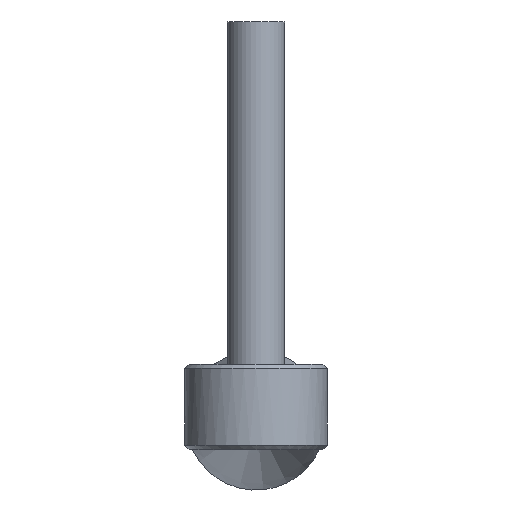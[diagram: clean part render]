
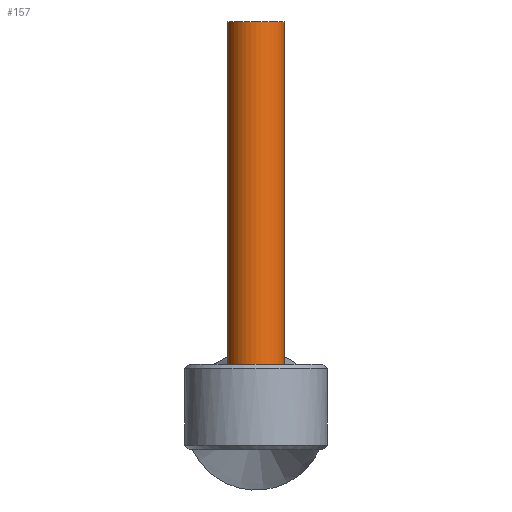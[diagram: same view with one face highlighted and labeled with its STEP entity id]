
A CAD part, left-side view. The second image highlights one B-rep face of the part: STEP entity #157.
In plain terms, the highlighted cylindrical face has radius 2 mm (diameter 4 mm), a full revolution.
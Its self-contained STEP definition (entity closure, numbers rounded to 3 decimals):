
#157 = ADVANCED_FACE( '', ( #338, #339 ), #340, .T. );
#338 = FACE_OUTER_BOUND( '', #522, .T. );
#339 = FACE_OUTER_BOUND( '', #523, .T. );
#340 = CYLINDRICAL_SURFACE( '', #524, 2. );
#522 = EDGE_LOOP( '', ( #859 ) );
#523 = EDGE_LOOP( '', ( #860 ) );
#524 = AXIS2_PLACEMENT_3D( '', #861, #862, #863 );
#859 = ORIENTED_EDGE( '', *, *, #965, .T. );
#860 = ORIENTED_EDGE( '', *, *, #1019, .F. );
#861 = CARTESIAN_POINT( '', ( 0., 0., 205.957 ) );
#862 = DIRECTION( '', ( 0., 0., 1. ) );
#863 = DIRECTION( '', ( -1., 0., 0. ) );
#965 = EDGE_CURVE( '', #1129, #1129, #1130, .T. );
#1019 = EDGE_CURVE( '', #1209, #1209, #1210, .T. );
#1129 = VERTEX_POINT( '', #1449 );
#1130 = CIRCLE( '', #1450, 2. );
#1209 = VERTEX_POINT( '', #1547 );
#1210 = CIRCLE( '', #1548, 2. );
#1449 = CARTESIAN_POINT( '', ( 2., 0., 6. ) );
#1450 = AXIS2_PLACEMENT_3D( '', #1643, #1644, #1645 );
#1547 = CARTESIAN_POINT( '', ( 2., 0., 30. ) );
#1548 = AXIS2_PLACEMENT_3D( '', #1709, #1710, #1711 );
#1643 = CARTESIAN_POINT( '', ( 0., 0., 6. ) );
#1644 = DIRECTION( '', ( 0., 0., 1. ) );
#1645 = DIRECTION( '', ( 1., 0., 0. ) );
#1709 = CARTESIAN_POINT( '', ( 0., 0., 30. ) );
#1710 = DIRECTION( '', ( 0., 0., 1. ) );
#1711 = DIRECTION( '', ( 1., 0., 0. ) );
